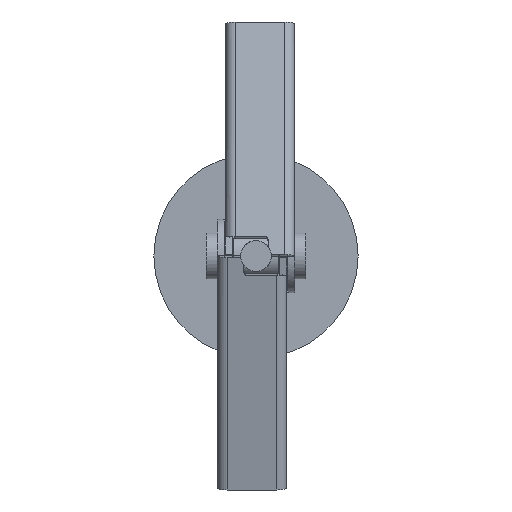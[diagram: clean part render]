
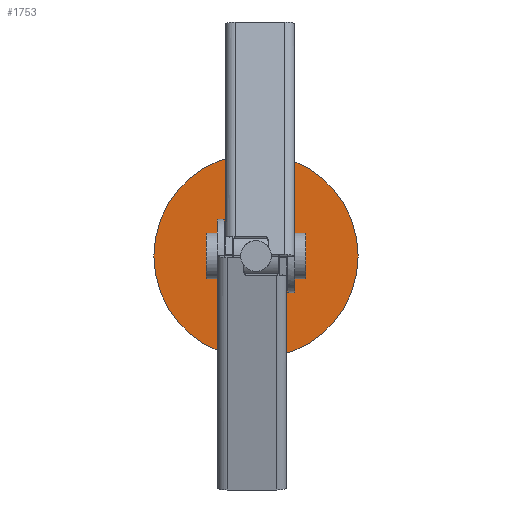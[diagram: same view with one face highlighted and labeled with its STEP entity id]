
A CAD part, left-side view. The second image highlights one B-rep face of the part: STEP entity #1753.
In plain terms, the highlighted planar face has unit normal (-1, 0, 0).
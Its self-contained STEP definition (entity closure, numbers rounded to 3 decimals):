
#347=PLANE('',#1931);
#478=ORIENTED_EDGE('',*,*,#983,.F.);
#479=ORIENTED_EDGE('',*,*,#982,.T.);
#982=EDGE_CURVE('',#1236,#1236,#1392,.T.);
#983=EDGE_CURVE('',#1237,#1237,#1393,.T.);
#1236=VERTEX_POINT('',#2785);
#1237=VERTEX_POINT('',#2788);
#1392=CIRCLE('',#1930,2.5);
#1393=CIRCLE('',#1932,10.);
#1463=EDGE_LOOP('',(#478));
#1464=EDGE_LOOP('',(#479));
#1593=FACE_BOUND('',#1463,.T.);
#1594=FACE_BOUND('',#1464,.T.);
#1753=ADVANCED_FACE('',(#1593,#1594),#347,.F.);
#1930=AXIS2_PLACEMENT_3D('',#2784,#2191,#2192);
#1931=AXIS2_PLACEMENT_3D('',#2786,#2193,#2194);
#1932=AXIS2_PLACEMENT_3D('',#2787,#2195,#2196);
#2191=DIRECTION('',(1.,0.,0.));
#2192=DIRECTION('',(0.,0.,-1.));
#2193=DIRECTION('',(1.,0.,0.));
#2194=DIRECTION('',(0.,0.,-1.));
#2195=DIRECTION('',(1.,0.,0.));
#2196=DIRECTION('',(0.,0.,-1.));
#2784=CARTESIAN_POINT('',(57.75,0.,0.));
#2785=CARTESIAN_POINT('',(57.75,0.,-2.5));
#2786=CARTESIAN_POINT('',(57.75,2.5,0.));
#2787=CARTESIAN_POINT('',(57.75,0.,0.));
#2788=CARTESIAN_POINT('',(57.75,0.,-10.));
